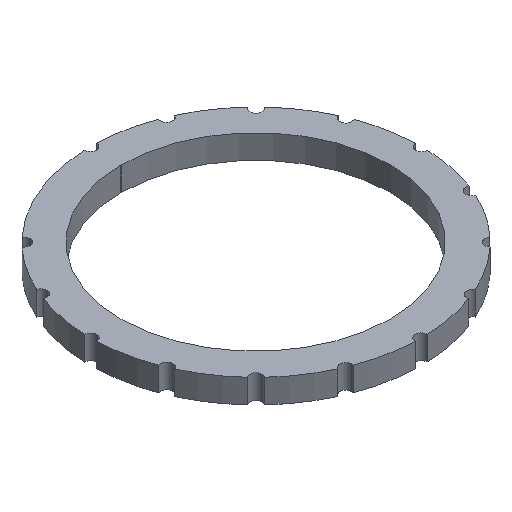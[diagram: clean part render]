
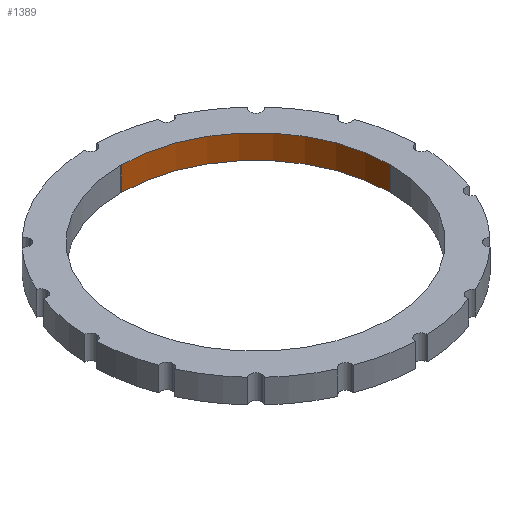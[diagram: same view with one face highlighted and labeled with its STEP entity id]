
A CAD part, isometric view. The second image highlights one B-rep face of the part: STEP entity #1389.
In plain terms, the highlighted cylindrical face has radius 8.911 mm (diameter 17.822 mm), a partial arc.
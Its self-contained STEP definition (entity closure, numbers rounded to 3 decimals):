
#1254 = EDGE_CURVE('',#1255,#1257,#1259,.T.);
#1255 = VERTEX_POINT('',#1256);
#1256 = CARTESIAN_POINT('',(19.91,11.,0.));
#1257 = VERTEX_POINT('',#1258);
#1258 = CARTESIAN_POINT('',(19.91,11.,1.591));
#1259 = LINE('',#1260,#1261);
#1260 = CARTESIAN_POINT('',(19.91,11.,0.));
#1261 = VECTOR('',#1262,1.);
#1262 = DIRECTION('',(0.,0.,1.));
#1364 = VERTEX_POINT('',#1365);
#1365 = CARTESIAN_POINT('',(11.,19.91,1.591));
#1371 = EDGE_CURVE('',#1372,#1364,#1374,.T.);
#1372 = VERTEX_POINT('',#1373);
#1373 = CARTESIAN_POINT('',(11.,19.91,0.));
#1374 = LINE('',#1375,#1376);
#1375 = CARTESIAN_POINT('',(11.,19.91,0.));
#1376 = VECTOR('',#1377,1.);
#1377 = DIRECTION('',(0.,0.,1.));
#1389 = ADVANCED_FACE('',(#1390),#1408,.F.);
#1390 = FACE_BOUND('',#1391,.F.);
#1391 = EDGE_LOOP('',(#1392,#1393,#1400,#1401));
#1392 = ORIENTED_EDGE('',*,*,#1371,.T.);
#1393 = ORIENTED_EDGE('',*,*,#1394,.T.);
#1394 = EDGE_CURVE('',#1364,#1257,#1395,.T.);
#1395 = CIRCLE('',#1396,8.911);
#1396 = AXIS2_PLACEMENT_3D('',#1397,#1398,#1399);
#1397 = CARTESIAN_POINT('',(10.999,10.999,1.591));
#1398 = DIRECTION('',(0.,0.,-1.));
#1399 = DIRECTION('',(0.,1.,0.));
#1400 = ORIENTED_EDGE('',*,*,#1254,.F.);
#1401 = ORIENTED_EDGE('',*,*,#1402,.F.);
#1402 = EDGE_CURVE('',#1372,#1255,#1403,.T.);
#1403 = CIRCLE('',#1404,8.911);
#1404 = AXIS2_PLACEMENT_3D('',#1405,#1406,#1407);
#1405 = CARTESIAN_POINT('',(10.999,10.999,0.));
#1406 = DIRECTION('',(0.,0.,-1.));
#1407 = DIRECTION('',(0.,1.,0.));
#1408 = CYLINDRICAL_SURFACE('',#1409,8.911);
#1409 = AXIS2_PLACEMENT_3D('',#1410,#1411,#1412);
#1410 = CARTESIAN_POINT('',(10.999,10.999,0.));
#1411 = DIRECTION('',(0.,0.,-1.));
#1412 = DIRECTION('',(0.,1.,0.));
